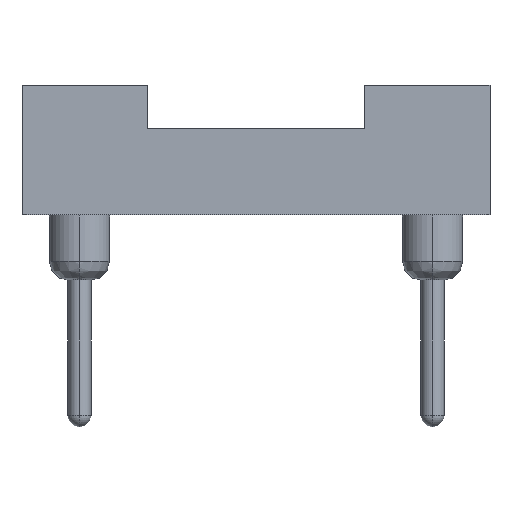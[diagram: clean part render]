
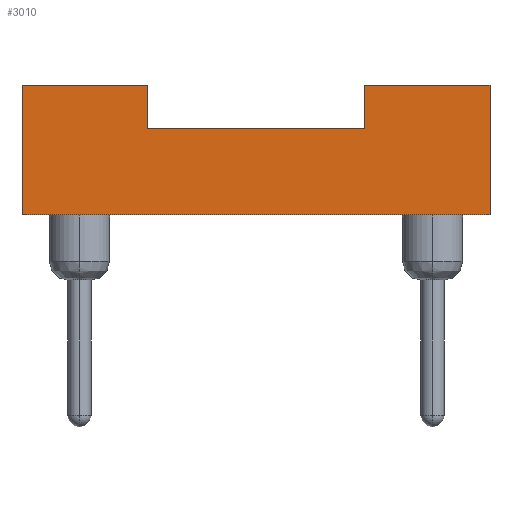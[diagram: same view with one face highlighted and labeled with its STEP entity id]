
A CAD part, front view. The second image highlights one B-rep face of the part: STEP entity #3010.
In plain terms, the highlighted planar face has unit normal (0, -1, 0).
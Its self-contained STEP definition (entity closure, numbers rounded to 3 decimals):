
#2516=CARTESIAN_POINT('',(2.35,-5.08,3.27));
#2517=VERTEX_POINT('',#2516);
#2548=CARTESIAN_POINT('',(-2.35,-5.08,3.27));
#2549=VERTEX_POINT('',#2548);
#2556=CARTESIAN_POINT('',(-2.35,-5.08,3.27));
#2557=DIRECTION('',(1.0,0.0,0.0));
#2558=VECTOR('',#2557,4.7);
#2559=LINE('',#2556,#2558);
#2560=EDGE_CURVE('',#2549,#2517,#2559,.T.);
#2588=CARTESIAN_POINT('',(5.05,-5.08,1.4));
#2589=VERTEX_POINT('',#2588);
#2596=CARTESIAN_POINT('',(-5.05,-5.08,1.4));
#2597=VERTEX_POINT('',#2596);
#2598=CARTESIAN_POINT('',(5.05,-5.08,1.4));
#2599=DIRECTION('',(-1.0,0.0,0.0));
#2600=VECTOR('',#2599,10.1);
#2601=LINE('',#2598,#2600);
#2602=EDGE_CURVE('',#2589,#2597,#2601,.T.);
#2732=CARTESIAN_POINT('',(5.05,-5.08,4.2));
#2733=VERTEX_POINT('',#2732);
#2740=CARTESIAN_POINT('',(5.05,-5.08,1.4));
#2741=DIRECTION('',(0.0,0.0,1.0));
#2742=VECTOR('',#2741,2.8);
#2743=LINE('',#2740,#2742);
#2744=EDGE_CURVE('',#2589,#2733,#2743,.T.);
#2764=CARTESIAN_POINT('',(-5.05,-5.08,4.2));
#2765=VERTEX_POINT('',#2764);
#2766=CARTESIAN_POINT('',(-5.05,-5.08,1.4));
#2767=DIRECTION('',(0.0,0.0,1.0));
#2768=VECTOR('',#2767,2.8);
#2769=LINE('',#2766,#2768);
#2770=EDGE_CURVE('',#2597,#2765,#2769,.T.);
#2795=CARTESIAN_POINT('',(-2.35,-5.08,4.2));
#2796=VERTEX_POINT('',#2795);
#2797=CARTESIAN_POINT('',(-2.35,-5.08,4.2));
#2798=DIRECTION('',(-1.0,0.0,0.0));
#2799=VECTOR('',#2798,2.7);
#2800=LINE('',#2797,#2799);
#2801=EDGE_CURVE('',#2796,#2765,#2800,.T.);
#2834=CARTESIAN_POINT('',(-2.35,-5.08,3.27));
#2835=DIRECTION('',(0.0,0.0,1.0));
#2836=VECTOR('',#2835,0.93);
#2837=LINE('',#2834,#2836);
#2838=EDGE_CURVE('',#2549,#2796,#2837,.T.);
#2862=CARTESIAN_POINT('',(2.35,-5.08,4.2));
#2863=VERTEX_POINT('',#2862);
#2864=CARTESIAN_POINT('',(2.35,-5.08,3.27));
#2865=DIRECTION('',(0.0,0.0,1.0));
#2866=VECTOR('',#2865,0.93);
#2867=LINE('',#2864,#2866);
#2868=EDGE_CURVE('',#2517,#2863,#2867,.T.);
#2891=CARTESIAN_POINT('',(5.05,-5.08,4.2));
#2892=DIRECTION('',(-1.0,0.0,0.0));
#2893=VECTOR('',#2892,2.7);
#2894=LINE('',#2891,#2893);
#2895=EDGE_CURVE('',#2733,#2863,#2894,.T.);
#2995=CARTESIAN_POINT('',(5.05,-5.08,1.4));
#2996=DIRECTION('',(0.0,-1.0,0.0));
#2997=DIRECTION('',(0.0,0.0,-1.0));
#2998=AXIS2_PLACEMENT_3D('',#2995,#2996,#2997);
#2999=PLANE('',#2998);
#3000=ORIENTED_EDGE('',*,*,#2895,.T.);
#3001=ORIENTED_EDGE('',*,*,#2868,.F.);
#3002=ORIENTED_EDGE('',*,*,#2560,.F.);
#3003=ORIENTED_EDGE('',*,*,#2838,.T.);
#3004=ORIENTED_EDGE('',*,*,#2801,.T.);
#3005=ORIENTED_EDGE('',*,*,#2770,.F.);
#3006=ORIENTED_EDGE('',*,*,#2602,.F.);
#3007=ORIENTED_EDGE('',*,*,#2744,.T.);
#3008=EDGE_LOOP('',(#3000,#3001,#3002,#3003,#3004,#3005,#3006,#3007));
#3009=FACE_OUTER_BOUND('',#3008,.T.);
#3010=ADVANCED_FACE('',(#3009),#2999,.T.);
